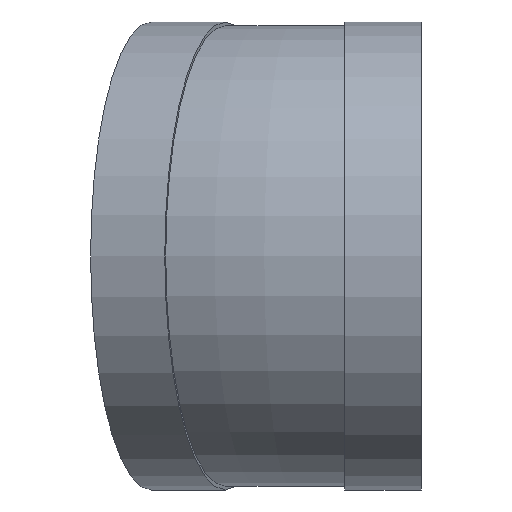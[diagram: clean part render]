
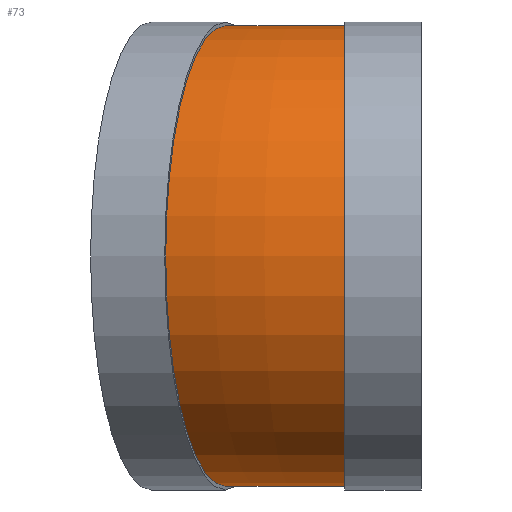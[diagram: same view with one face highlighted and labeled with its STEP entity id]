
A CAD part, left-side view. The second image highlights one B-rep face of the part: STEP entity #73.
In plain terms, the highlighted toroidal (fillet/blend) face has major radius 315 mm and minor radius 157.5 mm.
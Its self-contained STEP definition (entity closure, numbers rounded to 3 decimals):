
#73 = ADVANCED_FACE( '', ( #142, #143 ), #144, .T. );
#142 = FACE_OUTER_BOUND( '', #204, .T. );
#143 = FACE_OUTER_BOUND( '', #205, .T. );
#144 = TOROIDAL_SURFACE( '', #206, 315., 157.5 );
#204 = EDGE_LOOP( '', ( #268 ) );
#205 = EDGE_LOOP( '', ( #269 ) );
#206 = AXIS2_PLACEMENT_3D( '', #270, #271, #272 );
#268 = ORIENTED_EDGE( '', *, *, #317, .T. );
#269 = ORIENTED_EDGE( '', *, *, #314, .F. );
#270 = CARTESIAN_POINT( '', ( 315., 52.5, 0. ) );
#271 = DIRECTION( '', ( 0., 0., -1. ) );
#272 = DIRECTION( '', ( -1., 0., 0. ) );
#314 = EDGE_CURVE( '', #348, #348, #349, .T. );
#317 = EDGE_CURVE( '', #352, #352, #353, .T. );
#348 = VERTEX_POINT( '', #384 );
#349 = CIRCLE( '', #385, 157.5 );
#352 = VERTEX_POINT( '', #388 );
#353 = CIRCLE( '', #389, 157.5 );
#384 = CARTESIAN_POINT( '', ( 162.867, 93.264, 0. ) );
#385 = AXIS2_PLACEMENT_3D( '', #424, #425, #426 );
#388 = CARTESIAN_POINT( '', ( 157.5, 52.5, 0. ) );
#389 = AXIS2_PLACEMENT_3D( '', #427, #428, #429 );
#424 = CARTESIAN_POINT( '', ( 10.733, 134.028, 0. ) );
#425 = DIRECTION( '', ( 0.259, 0.966, 0. ) );
#426 = DIRECTION( '', ( 0.966, -0.259, 0. ) );
#427 = CARTESIAN_POINT( '', ( 0., 52.5, 0. ) );
#428 = DIRECTION( '', ( 0., 1., 0. ) );
#429 = DIRECTION( '', ( 1., 0., 0. ) );
